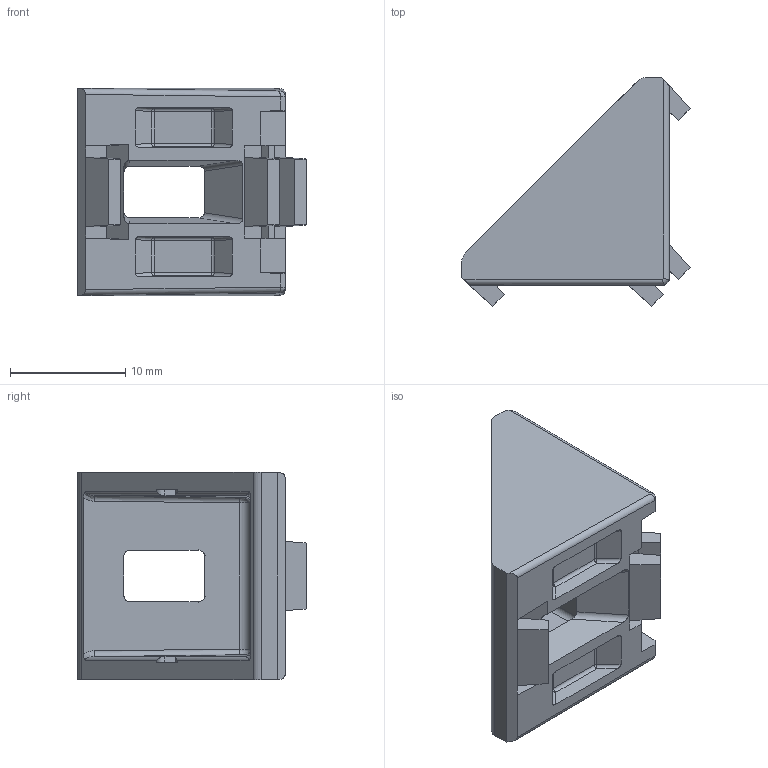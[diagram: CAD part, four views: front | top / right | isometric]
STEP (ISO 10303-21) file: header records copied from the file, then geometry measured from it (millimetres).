
FILE_DESCRIPTION (( 'STEP AP203' ), '1' );
FILE_NAME ('148915-10.step', '2025-04-29T17:03:51', ( '' ), ( '' ), 'SwSTEP 2.0', 'SolidWorks 2024', '' );
FILE_SCHEMA (( 'CONFIG_CONTROL_DESIGN' ));
Length unit declared in the file: millimetre
Products named in the file (1): 148915-10
Bounding box: 19.8 x 19.8 x 18 mm (x, y, z)
Volume: 1747.1 mm3; surface area: 2075.2 mm2
Topology: 1 solids, 1 shells, 176 faces, 453 edges, 274 vertices
Faces by surface type: plane 88, cylinder 65, sphere 16, bspline 7
Entity records: 5487 total; most frequent: CARTESIAN_POINT 1395, ORIENTED_EDGE 890, DIRECTION 772, EDGE_CURVE 445, LINE 302, VECTOR 302, VERTEX_POINT 274, AXIS2_PLACEMENT_3D 235
